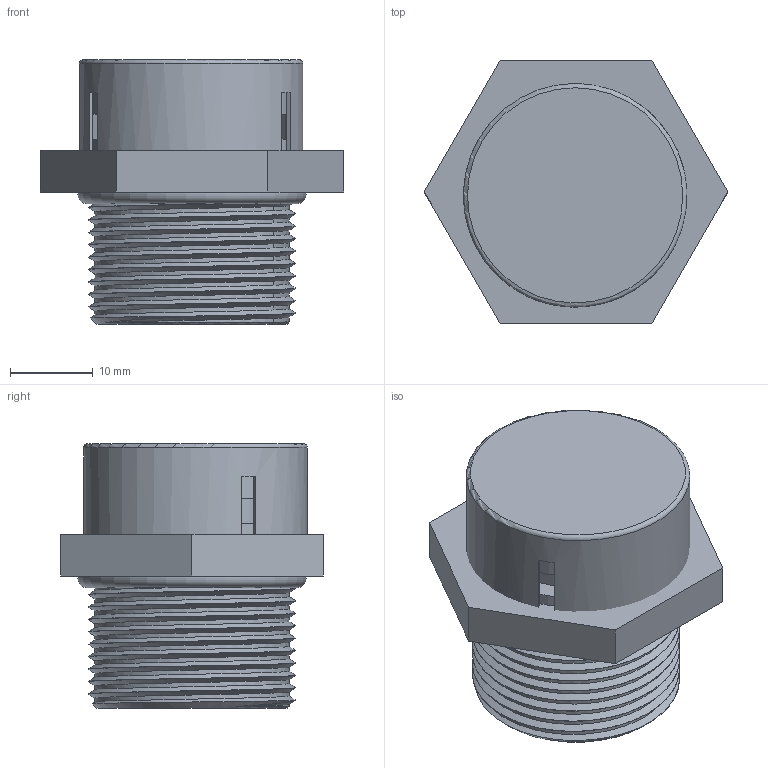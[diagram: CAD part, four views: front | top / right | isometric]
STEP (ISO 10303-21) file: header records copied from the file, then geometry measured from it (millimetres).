
FILE_DESCRIPTION(/* description */ ('STEP AP214'),/* implementation_level */ '2;1');
FILE_NAME(/* name */ '7x001526SI-RST.stp',/* time_stamp */ '2021-09-15T10:45:37+02:00',/* author */ ('sl'),/* organization */ (''),/* preprocessor_version */ 'ST-DEVELOPER v16.5',/* originating_system */ 'Autodesk Inventor 2017',/* authorisation */ '');
FILE_SCHEMA (('AUTOMOTIVE_DESIGN { 1 0 10303 214 3 1 1 }'));
Length unit declared in the file: millimetre
Products named in the file (4): 7x001526SI-BDU1105D1-01-BG-0001; Body-01-BT-0001-7x001526SI; cap-01-BT-0002-7x001526SI; O-Ring-01-BT-0003-7x001526SI
Assembly tree (3 placements, depth 2):
  7x001526SI-BDU1105D1-01-BG-0001
    Body-01-BT-0001-7x001526SI
    cap-01-BT-0002-7x001526SI
    O-Ring-01-BT-0003-7x001526SI
Bounding box: 36.66 x 31.75 x 32 mm (x, y, z)
Volume: 13313.6 mm3; surface area: 9890.7 mm2
Topology: 3 solids, 3 shells, 58 faces, 141 edges, 92 vertices
Faces by surface type: plane 27, cylinder 20, cone 6, torus 3, bspline 2
Full cylindrical faces by diameter (mm): 8 x1, 13.8 x1, 14.25 x1, 21.5 x1, 23.478 x10, 25.5 x1, 26 x2, 27 x1
Entity records: 3219 total; most frequent: CARTESIAN_POINT 2032, DIRECTION 226, ORIENTED_EDGE 178, AXIS2_PLACEMENT_3D 92, EDGE_CURVE 89, EDGE_LOOP 71, VERTEX_POINT 66, STYLED_ITEM 50
